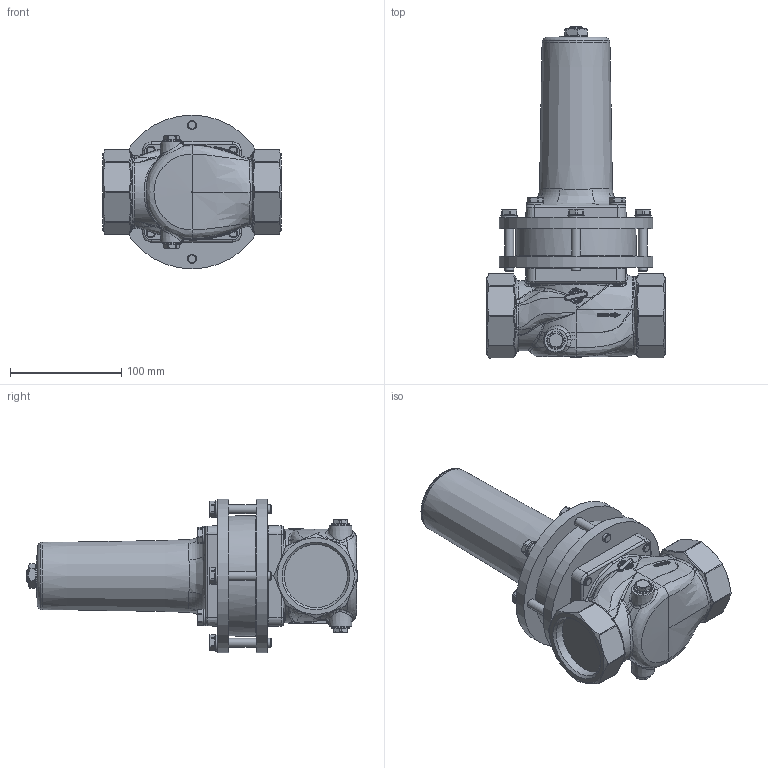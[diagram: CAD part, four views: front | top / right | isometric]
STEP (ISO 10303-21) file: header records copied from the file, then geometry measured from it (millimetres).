
FILE_DESCRIPTION(/* description */ (''),/* implementation_level */ '2;1');
FILE_NAME(/* name */ '073007-000A0.stp',/* time_stamp */ '2021-06-17T08:27:56+02:00',/* author */ ('gninka'),/* organization */ (''),/* preprocessor_version */ 'ST-DEVELOPER v18.1',/* originating_system */ 'Autodesk Inventor 2021',/* authorisation */ '');
FILE_SCHEMA (('AUTOMOTIVE_DESIGN { 1 0 10303 214 3 1 1 }'));
Products named in the file (1): 073007-000A0_step
Bounding box: 160 x 298.07 x 138 mm (x, y, z)
Volume: 1878327.9 mm3; surface area: 164498.6 mm2
Topology: 1 solids, 4 shells, 1530 faces, 3725 edges, 2205 vertices
Faces by surface type: bspline 632, plane 347, cylinder 325, cone 125, torus 57, sphere 44
Full cylindrical faces by diameter (mm): 3 x1, 8 x20, 8.5 x7, 9 x4, 10 x7, 11.45 x2, 12 x2, 12.2 x1, 13 x4, 15 x4, 16.5 x2, 20 x1, 56.66 x2, 60.385 x1, 86.831 x2, 108 x1, 138 x2
Entity records: 75333 total; most frequent: CARTESIAN_POINT 44303, ORIENTED_EDGE 7336, DIRECTION 5049, EDGE_CURVE 3668, VERTEX_POINT 2205, AXIS2_PLACEMENT_3D 2124, EDGE_LOOP 1635, FACE_OUTER_BOUND 1530
